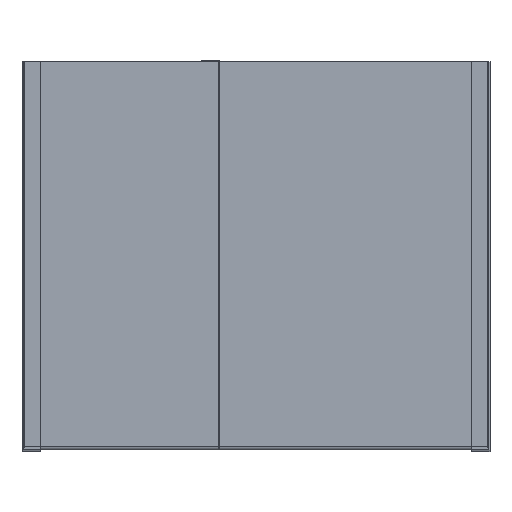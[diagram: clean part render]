
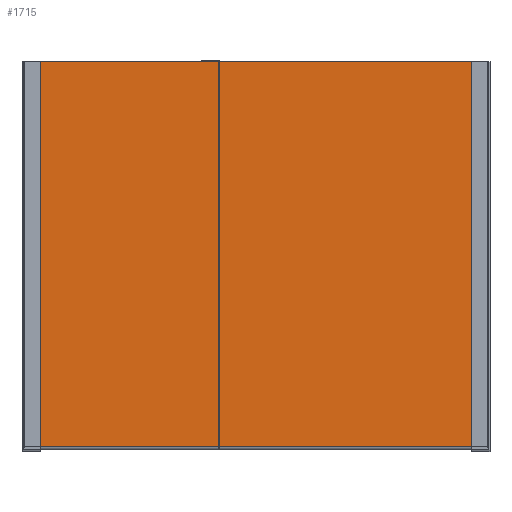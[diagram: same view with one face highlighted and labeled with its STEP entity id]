
A CAD part, front view. The second image highlights one B-rep face of the part: STEP entity #1715.
In plain terms, the highlighted face is planar.
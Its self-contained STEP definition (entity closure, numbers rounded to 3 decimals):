
#1496=DIRECTION('',(1.,0.,0.));
#1497=VECTOR('',#1496,237.5);
#1498=CARTESIAN_POINT('',(-118.75,0.67,1.));
#1499=LINE('',#1498,#1497);
#1510=DIRECTION('',(0.,0.,-1.));
#1511=VECTOR('',#1510,197.47);
#1512=CARTESIAN_POINT('',(118.75,0.67,198.47));
#1513=LINE('',#1512,#1511);
#1560=DIRECTION('',(0.,0.,1.));
#1561=VECTOR('',#1560,197.47);
#1562=CARTESIAN_POINT('',(-118.75,0.67,1.));
#1563=LINE('',#1562,#1561);
#1596=DIRECTION('',(1.,0.,0.));
#1597=VECTOR('',#1596,237.5);
#1598=CARTESIAN_POINT('',(-118.75,0.67,198.47));
#1599=LINE('',#1598,#1597);
#1668=CARTESIAN_POINT('',(118.75,0.67,198.47));
#1669=CARTESIAN_POINT('',(118.75,0.67,1.));
#1670=VERTEX_POINT('',#1668);
#1671=VERTEX_POINT('',#1669);
#1672=CARTESIAN_POINT('',(-118.75,0.67,1.));
#1673=CARTESIAN_POINT('',(-118.75,0.67,198.47));
#1674=VERTEX_POINT('',#1672);
#1675=VERTEX_POINT('',#1673);
#1700=CARTESIAN_POINT('',(-118.75,0.67,-198.63));
#1701=DIRECTION('',(0.,-1.,0.));
#1702=DIRECTION('',(1.,0.,0.));
#1703=AXIS2_PLACEMENT_3D('',#1700,#1701,#1702);
#1704=PLANE('',#1703);
#1706=ORIENTED_EDGE('',*,*,#1705,.F.);
#1708=ORIENTED_EDGE('',*,*,#1707,.F.);
#1710=ORIENTED_EDGE('',*,*,#1709,.F.);
#1712=ORIENTED_EDGE('',*,*,#1711,.T.);
#1713=EDGE_LOOP('',(#1706,#1708,#1710,#1712));
#1714=FACE_OUTER_BOUND('',#1713,.F.);
#1705=EDGE_CURVE('',#1670,#1671,#1513,.T.);
#1707=EDGE_CURVE('',#1675,#1670,#1599,.T.);
#1709=EDGE_CURVE('',#1674,#1675,#1563,.T.);
#1711=EDGE_CURVE('',#1674,#1671,#1499,.T.);
#1715=ADVANCED_FACE('',(#1714),#1704,.F.);
